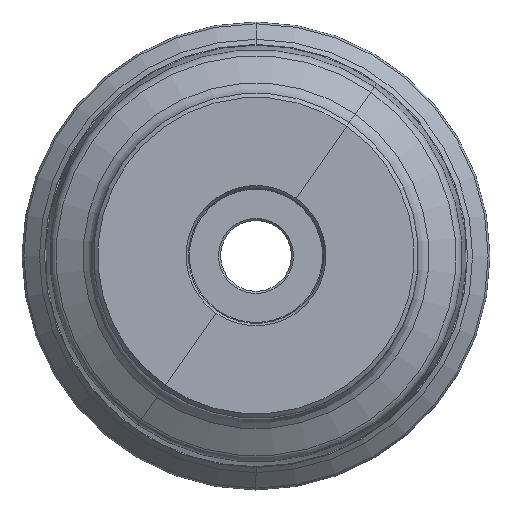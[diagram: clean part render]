
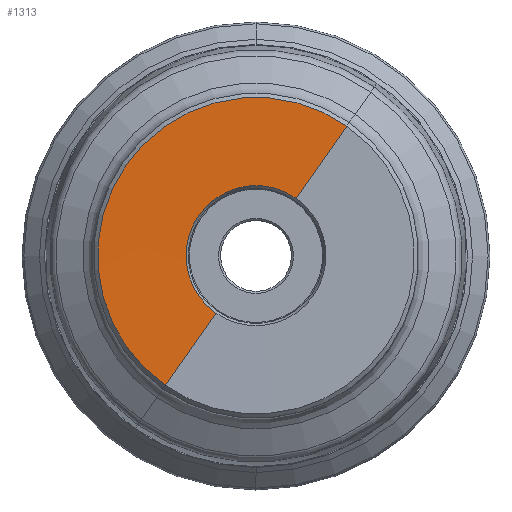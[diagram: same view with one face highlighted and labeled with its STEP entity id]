
A CAD part, top view. The second image highlights one B-rep face of the part: STEP entity #1313.
In plain terms, the highlighted conical face has half-angle 89.9 degrees and reference radius 27.403 mm.
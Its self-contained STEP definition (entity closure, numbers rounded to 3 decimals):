
#50=DIRECTION('',(-0.574,-0.819,-0.002));
#51=VECTOR('',#50,21.194);
#52=CARTESIAN_POINT('',(21.796,31.128,0.));
#53=LINE('',#52,#51);
#57=DIRECTION('',(0.574,0.819,-0.002));
#58=VECTOR('',#57,21.194);
#59=CARTESIAN_POINT('',(-21.796,-31.128,0.));
#60=LINE('',#59,#58);
#64=CARTESIAN_POINT('',(0.,0.,0.));
#65=DIRECTION('',(0.,0.,1.));
#66=DIRECTION('',(0.574,0.819,0.));
#67=AXIS2_PLACEMENT_3D('',#64,#65,#66);
#86=CARTESIAN_POINT('',(0.,0.,-0.037));
#87=DIRECTION('',(0.,0.,1.));
#88=DIRECTION('',(0.574,0.819,0.));
#89=AXIS2_PLACEMENT_3D('',#86,#87,#88);
#1132=CARTESIAN_POINT('',(21.796,31.128,0.));
#1133=CARTESIAN_POINT('',(9.64,13.767,
-0.037));
#1134=VERTEX_POINT('',#1132);
#1135=VERTEX_POINT('',#1133);
#1182=CARTESIAN_POINT('',(-21.796,-31.128,0.));
#1183=CARTESIAN_POINT('',(-9.64,-13.767,
-0.037));
#1184=VERTEX_POINT('',#1182);
#1185=VERTEX_POINT('',#1183);
#1300=CARTESIAN_POINT('',(0.,0.,-0.018));
#1301=DIRECTION('',(0.,0.,1.));
#1302=DIRECTION('',(0.574,0.819,0.));
#1303=AXIS2_PLACEMENT_3D('',#1300,#1301,#1302);
#1304=CONICAL_SURFACE('',#1303,27.403,89.9);
#1305=ORIENTED_EDGE('',*,*,#1289,.T.);
#1307=ORIENTED_EDGE('',*,*,#1306,.T.);
#1308=ORIENTED_EDGE('',*,*,#1293,.F.);
#1310=ORIENTED_EDGE('',*,*,#1309,.F.);
#1311=EDGE_LOOP('',(#1305,#1307,#1308,#1310));
#1312=FACE_OUTER_BOUND('',#1311,.F.);
#68=CIRCLE('',#67,38.);
#90=CIRCLE('',#89,16.806);
#1289=EDGE_CURVE('',#1134,#1135,#53,.T.);
#1293=EDGE_CURVE('',#1184,#1185,#60,.T.);
#1306=EDGE_CURVE('',#1135,#1185,#90,.T.);
#1309=EDGE_CURVE('',#1134,#1184,#68,.T.);
#1313=ADVANCED_FACE('',(#1312),#1304,.F.);
